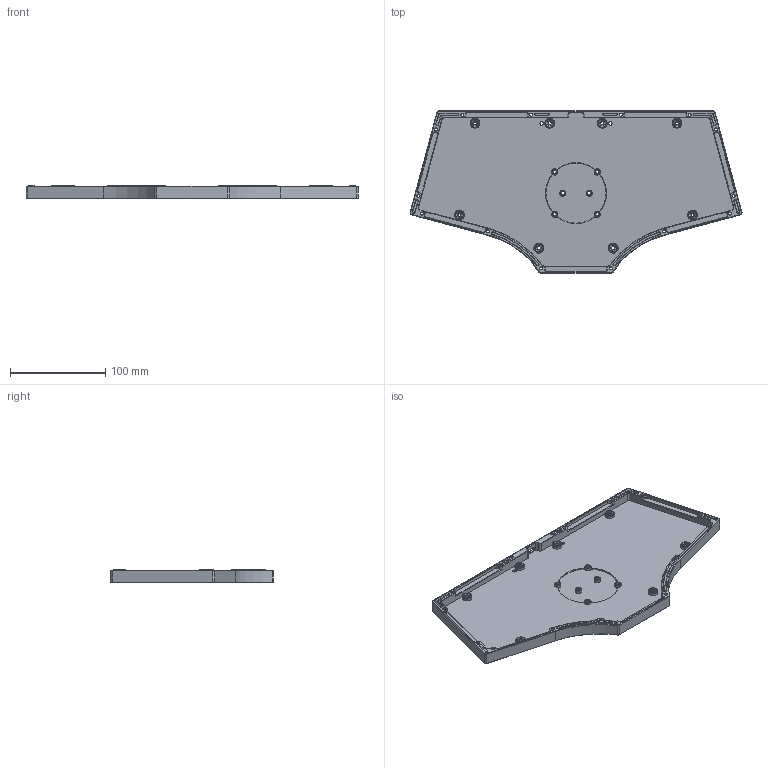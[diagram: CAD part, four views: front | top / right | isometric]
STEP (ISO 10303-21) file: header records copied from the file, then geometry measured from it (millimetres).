
FILE_DESCRIPTION(/* description */ (''),/* implementation_level */ '2;1');
FILE_NAME(/* name */ 'Case Bottom.step',/* time_stamp */ '2023-07-31T19:09:18+01:00',/* author */ (''),/* organization */ (''),/* preprocessor_version */ 'ST-DEVELOPER v20',/* originating_system */ 'Autodesk Translation Framework v12.9.0.99',/* authorisation */ '');
FILE_SCHEMA (('AUTOMOTIVE_DESIGN { 1 0 10303 214 3 1 1 }'));
Length unit declared in the file: millimetre
Products named in the file (1): Case Bottom
Bounding box: 348.46 x 170.04 x 14 mm (x, y, z)
Volume: 191642.8 mm3; surface area: 113555 mm2
Topology: 1 solids, 1 shells, 503 faces, 1204 edges, 740 vertices
Faces by surface type: plane 190, cone 165, cylinder 148
Full cylindrical faces by diameter (mm): 3.2 x27, 3.3 x4, 6.6 x6, 10.4 x8, 12.2 x9
Entity records: 14760 total; most frequent: DIRECTION 2729, CARTESIAN_POINT 2537, ORIENTED_EDGE 2408, EDGE_CURVE 1204, AXIS2_PLACEMENT_3D 1038, VERTEX_POINT 740, LINE 653, VECTOR 653
